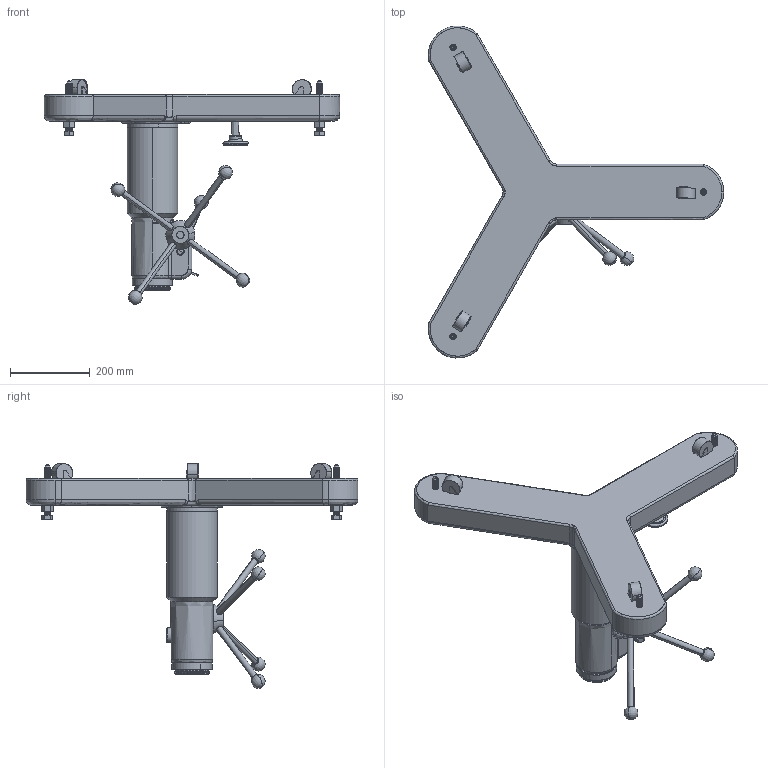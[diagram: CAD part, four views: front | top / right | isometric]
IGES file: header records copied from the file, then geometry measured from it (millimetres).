
Start section: SolidWorks IGES file using analytic representation for surfaces
Global section: file name: 231DMOD-0.IGS; native system: SolidWorks 2012; preprocessor: SolidWorks 2012; author: ewojnarowski; date: 121120.064421; units: inch
Bounding box: 741.74 x 833.43 x 563.94 mm (x, y, z)
Surface area: 930668.2 mm2 (no closed solid volume)
Topology: 0 solids, 0 shells, 1531 faces, 15532 edges, 18680 vertices
Faces by surface type: revolution 911, bspline 620
